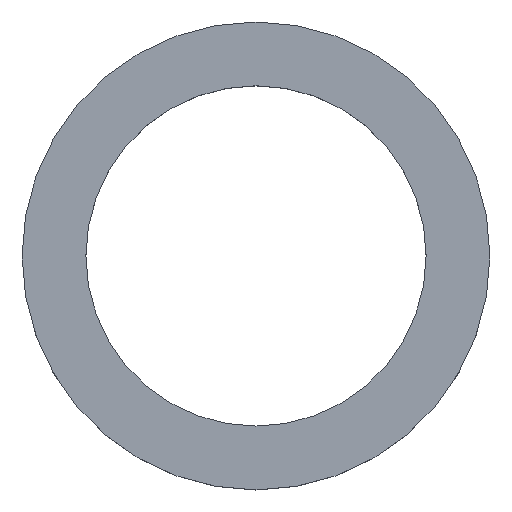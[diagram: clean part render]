
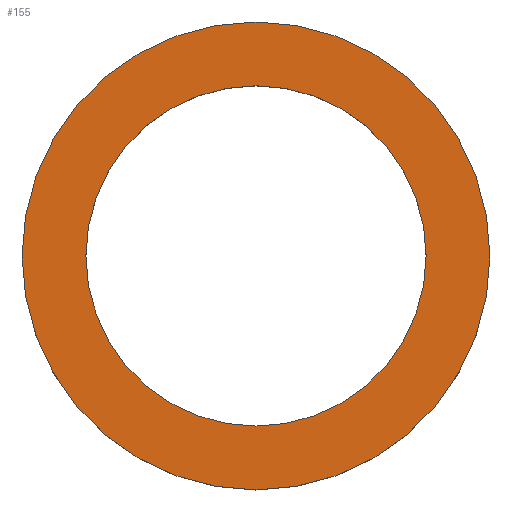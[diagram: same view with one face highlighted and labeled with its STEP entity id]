
A CAD part, top view. The second image highlights one B-rep face of the part: STEP entity #155.
In plain terms, the highlighted planar face has unit normal (0, 0, 1).
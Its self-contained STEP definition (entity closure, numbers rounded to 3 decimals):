
#2 = EDGE_CURVE ( 'NONE', #25, #83, #20, .T. ) ;
#6 = DIRECTION ( 'NONE',  ( 1., 0., 0. ) ) ;
#8 = CARTESIAN_POINT ( 'NONE',  ( 0., 0., 1.5 ) ) ;
#11 = DIRECTION ( 'NONE',  ( 1., 0., 0. ) ) ;
#18 = VERTEX_POINT ( 'NONE', #196 ) ;
#20 = CIRCLE ( 'NONE', #171, 4. ) ;
#25 = VERTEX_POINT ( 'NONE', #213 ) ;
#26 = DIRECTION ( 'NONE',  ( 0., 0., 1. ) ) ;
#32 = DIRECTION ( 'NONE',  ( 1., 0., 0. ) ) ;
#35 = DIRECTION ( 'NONE',  ( 0., 0., 1. ) ) ;
#36 = AXIS2_PLACEMENT_3D ( 'NONE', #110, #241, #112 ) ;
#40 = AXIS2_PLACEMENT_3D ( 'NONE', #230, #35, #11 ) ;
#42 = EDGE_LOOP ( 'NONE', ( #97, #66 ) ) ;
#50 = AXIS2_PLACEMENT_3D ( 'NONE', #8, #133, #32 ) ;
#66 = ORIENTED_EDGE ( 'NONE', *, *, #113, .F. ) ;
#68 = DIRECTION ( 'NONE',  ( 1., 0., 0. ) ) ;
#71 = DIRECTION ( 'NONE',  ( 0., 0., 1. ) ) ;
#73 = CARTESIAN_POINT ( 'NONE',  ( 0., 0., 1.5 ) ) ;
#77 = CARTESIAN_POINT ( 'NONE',  ( -5.5, 0., 1.5 ) ) ;
#83 = VERTEX_POINT ( 'NONE', #200 ) ;
#89 = CARTESIAN_POINT ( 'NONE',  ( 0., 0., 1.5 ) ) ;
#91 = CIRCLE ( 'NONE', #36, 4. ) ;
#97 = ORIENTED_EDGE ( 'NONE', *, *, #2, .F. ) ;
#103 = CIRCLE ( 'NONE', #40, 5.5 ) ;
#110 = CARTESIAN_POINT ( 'NONE',  ( 0., 0., 1.5 ) ) ;
#112 = DIRECTION ( 'NONE',  ( 1., 0., 0. ) ) ;
#113 = EDGE_CURVE ( 'NONE', #83, #25, #91, .T. ) ;
#125 = EDGE_LOOP ( 'NONE', ( #173, #126 ) ) ;
#126 = ORIENTED_EDGE ( 'NONE', *, *, #243, .T. ) ;
#133 = DIRECTION ( 'NONE',  ( 0., 0., 1. ) ) ;
#148 = EDGE_CURVE ( 'NONE', #249, #18, #201, .T. ) ;
#155 = ADVANCED_FACE ( 'NONE', ( #161, #170 ), #221, .T. ) ;
#161 = FACE_OUTER_BOUND ( 'NONE', #125, .T. ) ;
#170 = FACE_BOUND ( 'NONE', #42, .T. ) ;
#171 = AXIS2_PLACEMENT_3D ( 'NONE', #89, #26, #68 ) ;
#173 = ORIENTED_EDGE ( 'NONE', *, *, #148, .T. ) ;
#196 = CARTESIAN_POINT ( 'NONE',  ( 5.5, 0., 1.5 ) ) ;
#200 = CARTESIAN_POINT ( 'NONE',  ( 4., 0., 1.5 ) ) ;
#201 = CIRCLE ( 'NONE', #235, 5.5 ) ;
#213 = CARTESIAN_POINT ( 'NONE',  ( -4., 0., 1.5 ) ) ;
#221 = PLANE ( 'NONE',  #50 ) ;
#230 = CARTESIAN_POINT ( 'NONE',  ( 0., 0., 1.5 ) ) ;
#235 = AXIS2_PLACEMENT_3D ( 'NONE', #73, #71, #6 ) ;
#241 = DIRECTION ( 'NONE',  ( 0., 0., 1. ) ) ;
#243 = EDGE_CURVE ( 'NONE', #18, #249, #103, .T. ) ;
#249 = VERTEX_POINT ( 'NONE', #77 ) ;
